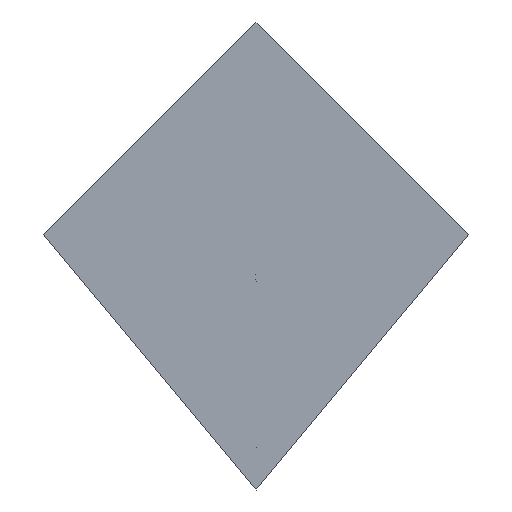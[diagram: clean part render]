
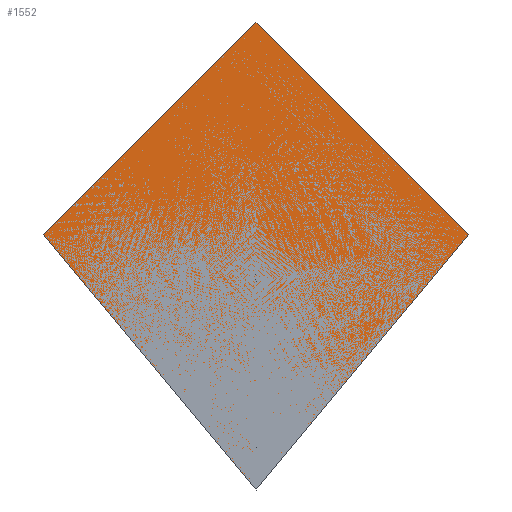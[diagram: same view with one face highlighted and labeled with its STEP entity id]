
A CAD part, left-side view. The second image highlights one B-rep face of the part: STEP entity #1552.
In plain terms, the highlighted free-form (B-spline) face has degree [1, 1] with [2, 2] control points.
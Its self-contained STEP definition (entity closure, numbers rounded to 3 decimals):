
#1235 = VERTEX_POINT('',#1236);
#1236 = CARTESIAN_POINT('',(21.15,0.,16.));
#1241 = EDGE_CURVE('',#1235,#1235,#1242,.T.);
#1242 = ( BOUNDED_CURVE() B_SPLINE_CURVE(2,(#1243,#1244,#1245,#1246,
    #1247,#1248,#1249,#1250,#1251),.UNSPECIFIED.,.T.,.F.) 
B_SPLINE_CURVE_WITH_KNOTS((3,2,2,2,3),(-3.142,-1.571,0.
,1.571,3.142),.UNSPECIFIED.) CURVE() 
GEOMETRIC_REPRESENTATION_ITEM() RATIONAL_B_SPLINE_CURVE((1.,
    0.707,1.,0.707,1.,0.707,1.,0.707
,1.)) REPRESENTATION_ITEM('') );
#1243 = CARTESIAN_POINT('',(21.15,0.,16.));
#1244 = CARTESIAN_POINT('',(21.15,-21.15,16.));
#1245 = CARTESIAN_POINT('',(0.,-21.15,16.));
#1246 = CARTESIAN_POINT('',(-21.15,-21.15,16.));
#1247 = CARTESIAN_POINT('',(-21.15,0.,16.));
#1248 = CARTESIAN_POINT('',(-21.15,21.15,16.));
#1249 = CARTESIAN_POINT('',(0.,21.15,16.));
#1250 = CARTESIAN_POINT('',(21.15,21.15,16.));
#1251 = CARTESIAN_POINT('',(21.15,0.,16.));
#1291 = VERTEX_POINT('',#1292);
#1292 = CARTESIAN_POINT('',(-46.,0.,16.));
#1297 = EDGE_CURVE('',#1291,#1291,#1298,.T.);
#1298 = ( BOUNDED_CURVE() B_SPLINE_CURVE(2,(#1299,#1300,#1301,#1302,
    #1303,#1304,#1305,#1306,#1307),.UNSPECIFIED.,.T.,.F.) 
B_SPLINE_CURVE_WITH_KNOTS((3,2,2,2,3),(-3.142,-1.571,0.
,1.571,3.142),.UNSPECIFIED.) CURVE() 
GEOMETRIC_REPRESENTATION_ITEM() RATIONAL_B_SPLINE_CURVE((1.,
    0.707,1.,0.707,1.,0.707,1.,0.707
,1.)) REPRESENTATION_ITEM('') );
#1299 = CARTESIAN_POINT('',(-46.,0.,16.));
#1300 = CARTESIAN_POINT('',(-46.,-9.,16.));
#1301 = CARTESIAN_POINT('',(-55.,-9.,16.));
#1302 = CARTESIAN_POINT('',(-64.,-9.,16.));
#1303 = CARTESIAN_POINT('',(-64.,0.,16.));
#1304 = CARTESIAN_POINT('',(-64.,9.,16.));
#1305 = CARTESIAN_POINT('',(-55.,9.,16.));
#1306 = CARTESIAN_POINT('',(-46.,9.,16.));
#1307 = CARTESIAN_POINT('',(-46.,0.,16.));
#1347 = VERTEX_POINT('',#1348);
#1348 = CARTESIAN_POINT('',(9.,-55.,16.));
#1353 = EDGE_CURVE('',#1347,#1347,#1354,.T.);
#1354 = ( BOUNDED_CURVE() B_SPLINE_CURVE(2,(#1355,#1356,#1357,#1358,
    #1359,#1360,#1361,#1362,#1363),.UNSPECIFIED.,.T.,.F.) 
B_SPLINE_CURVE_WITH_KNOTS((3,2,2,2,3),(-3.142,-1.571,0.
,1.571,3.142),.UNSPECIFIED.) CURVE() 
GEOMETRIC_REPRESENTATION_ITEM() RATIONAL_B_SPLINE_CURVE((1.,
    0.707,1.,0.707,1.,0.707,1.,0.707
,1.)) REPRESENTATION_ITEM('') );
#1355 = CARTESIAN_POINT('',(9.,-55.,16.));
#1356 = CARTESIAN_POINT('',(9.,-64.,16.));
#1357 = CARTESIAN_POINT('',(0.,-64.,16.));
#1358 = CARTESIAN_POINT('',(-9.,-64.,16.));
#1359 = CARTESIAN_POINT('',(-9.,-55.,16.));
#1360 = CARTESIAN_POINT('',(-9.,-46.,16.));
#1361 = CARTESIAN_POINT('',(0.,-46.,16.));
#1362 = CARTESIAN_POINT('',(9.,-46.,16.));
#1363 = CARTESIAN_POINT('',(9.,-55.,16.));
#1403 = VERTEX_POINT('',#1404);
#1404 = CARTESIAN_POINT('',(64.,0.,16.));
#1409 = EDGE_CURVE('',#1403,#1403,#1410,.T.);
#1410 = ( BOUNDED_CURVE() B_SPLINE_CURVE(2,(#1411,#1412,#1413,#1414,
    #1415,#1416,#1417,#1418,#1419),.UNSPECIFIED.,.T.,.F.) 
B_SPLINE_CURVE_WITH_KNOTS((3,2,2,2,3),(-3.142,-1.571,0.
,1.571,3.142),.UNSPECIFIED.) CURVE() 
GEOMETRIC_REPRESENTATION_ITEM() RATIONAL_B_SPLINE_CURVE((1.,
    0.707,1.,0.707,1.,0.707,1.,0.707
,1.)) REPRESENTATION_ITEM('') );
#1411 = CARTESIAN_POINT('',(64.,0.,16.));
#1412 = CARTESIAN_POINT('',(64.,-9.,16.));
#1413 = CARTESIAN_POINT('',(55.,-9.,16.));
#1414 = CARTESIAN_POINT('',(46.,-9.,16.));
#1415 = CARTESIAN_POINT('',(46.,0.,16.));
#1416 = CARTESIAN_POINT('',(46.,9.,16.));
#1417 = CARTESIAN_POINT('',(55.,9.,16.));
#1418 = CARTESIAN_POINT('',(64.,9.,16.));
#1419 = CARTESIAN_POINT('',(64.,0.,16.));
#1459 = VERTEX_POINT('',#1460);
#1460 = CARTESIAN_POINT('',(9.,55.,16.));
#1465 = EDGE_CURVE('',#1459,#1459,#1466,.T.);
#1466 = ( BOUNDED_CURVE() B_SPLINE_CURVE(2,(#1467,#1468,#1469,#1470,
    #1471,#1472,#1473,#1474,#1475),.UNSPECIFIED.,.T.,.F.) 
B_SPLINE_CURVE_WITH_KNOTS((3,2,2,2,3),(-3.142,-1.571,0.
,1.571,3.142),.UNSPECIFIED.) CURVE() 
GEOMETRIC_REPRESENTATION_ITEM() RATIONAL_B_SPLINE_CURVE((1.,
    0.707,1.,0.707,1.,0.707,1.,0.707
,1.)) REPRESENTATION_ITEM('') );
#1467 = CARTESIAN_POINT('',(9.,55.,16.));
#1468 = CARTESIAN_POINT('',(9.,46.,16.));
#1469 = CARTESIAN_POINT('',(0.,46.,16.));
#1470 = CARTESIAN_POINT('',(-9.,46.,16.));
#1471 = CARTESIAN_POINT('',(-9.,55.,16.));
#1472 = CARTESIAN_POINT('',(-9.,64.,16.));
#1473 = CARTESIAN_POINT('',(0.,64.,16.));
#1474 = CARTESIAN_POINT('',(9.,64.,16.));
#1475 = CARTESIAN_POINT('',(9.,55.,16.));
#1500 = EDGE_CURVE('',#1501,#1501,#1503,.T.);
#1501 = VERTEX_POINT('',#1502);
#1502 = CARTESIAN_POINT('',(75.,0.,16.));
#1503 = ( BOUNDED_CURVE() B_SPLINE_CURVE(2,(#1504,#1505,#1506,#1507,
    #1508,#1509,#1510,#1511,#1512),.UNSPECIFIED.,.T.,.F.) 
B_SPLINE_CURVE_WITH_KNOTS((3,2,2,2,3),(-3.142,-1.571,0.
,1.571,3.142),.UNSPECIFIED.) CURVE() 
GEOMETRIC_REPRESENTATION_ITEM() RATIONAL_B_SPLINE_CURVE((1.,
    0.707,1.,0.707,1.,0.707,1.,0.707
,1.)) REPRESENTATION_ITEM('') );
#1504 = CARTESIAN_POINT('',(75.,0.,16.));
#1505 = CARTESIAN_POINT('',(75.,-75.,16.));
#1506 = CARTESIAN_POINT('',(0.,-75.,16.));
#1507 = CARTESIAN_POINT('',(-75.,-75.,16.));
#1508 = CARTESIAN_POINT('',(-75.,0.,16.));
#1509 = CARTESIAN_POINT('',(-75.,75.,16.));
#1510 = CARTESIAN_POINT('',(0.,75.,16.));
#1511 = CARTESIAN_POINT('',(75.,75.,16.));
#1512 = CARTESIAN_POINT('',(75.,0.,16.));
#1552 = ADVANCED_FACE('',(#1553,#1556,#1559,#1562,#1565,#1568),#1571,.T.
  );
#1553 = FACE_BOUND('',#1554,.T.);
#1554 = EDGE_LOOP('',(#1555));
#1555 = ORIENTED_EDGE('',*,*,#1500,.F.);
#1556 = FACE_BOUND('',#1557,.T.);
#1557 = EDGE_LOOP('',(#1558));
#1558 = ORIENTED_EDGE('',*,*,#1241,.T.);
#1559 = FACE_BOUND('',#1560,.T.);
#1560 = EDGE_LOOP('',(#1561));
#1561 = ORIENTED_EDGE('',*,*,#1297,.T.);
#1562 = FACE_BOUND('',#1563,.T.);
#1563 = EDGE_LOOP('',(#1564));
#1564 = ORIENTED_EDGE('',*,*,#1353,.T.);
#1565 = FACE_BOUND('',#1566,.T.);
#1566 = EDGE_LOOP('',(#1567));
#1567 = ORIENTED_EDGE('',*,*,#1409,.T.);
#1568 = FACE_BOUND('',#1569,.T.);
#1569 = EDGE_LOOP('',(#1570));
#1570 = ORIENTED_EDGE('',*,*,#1465,.T.);
#1571 = B_SPLINE_SURFACE_WITH_KNOTS('',1,1,(
    (#1572,#1573)
    ,(#1574,#1575
  )),.UNSPECIFIED.,.F.,.F.,.F.,(2,2),(2,2),(-7.501,7.501),(-7.501,7.501)
  ,.PIECEWISE_BEZIER_KNOTS.);
#1572 = CARTESIAN_POINT('',(-75.01,-75.01,16.));
#1573 = CARTESIAN_POINT('',(-75.01,75.01,16.));
#1574 = CARTESIAN_POINT('',(75.01,-75.01,16.));
#1575 = CARTESIAN_POINT('',(75.01,75.01,16.));
